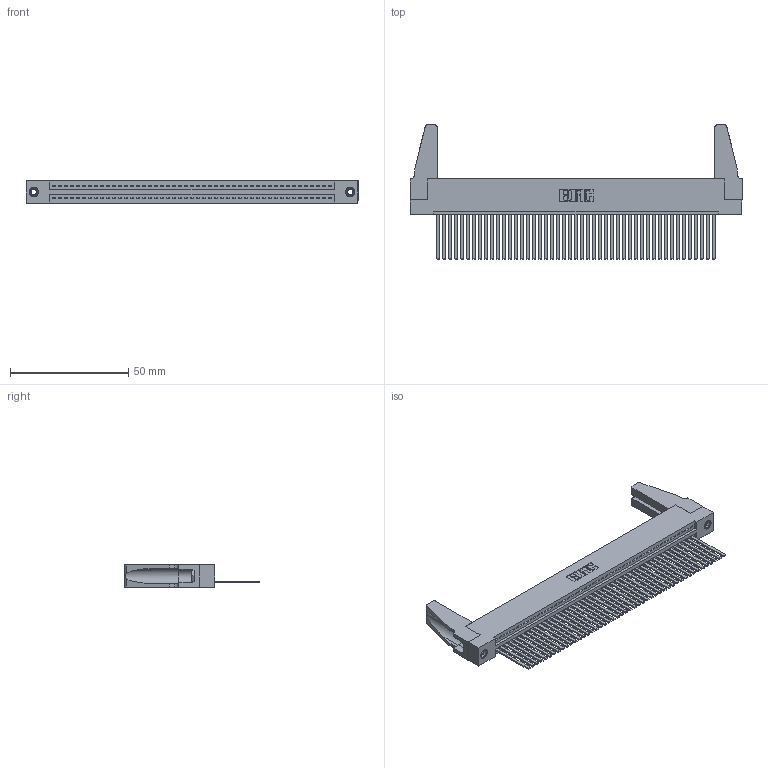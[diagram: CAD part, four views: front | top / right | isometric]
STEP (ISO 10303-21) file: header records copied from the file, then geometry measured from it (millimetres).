
FILE_DESCRIPTION (( 'STEP AP203' ), '1' );
FILE_NAME ('395-047-544-188.STEP', '2019-10-23T00:15:34', ( '' ), ( '' ), 'SwSTEP 2.0', 'SolidWorks 2016', '' );
FILE_SCHEMA (( 'CONFIG_CONTROL_DESIGN' ));
Length unit declared in the file: inch
Products named in the file (5): 395-047-544-188; 345 Part_Flush Mounting Lugs - 0.156 Dia-TH; 345-250-001_345-250-001-102; 345-292-001_345-293-144; 345-220-078_345-220-088
Assembly tree (52 placements, depth 2):
  395-047-544-188
    345 Part_Flush Mounting Lugs - 0.156 Dia-TH
    345-292-001_345-293-144  x47
    345-250-001_345-250-001-102  x2
    345-220-078_345-220-088  x2
Bounding box: 140.61 x 56.82 x 9.4 mm (x, y, z)
Volume: 17193.5 mm3; surface area: 23357.6 mm2
Topology: 52 solids, 52 shells, 2694 faces, 8081 edges, 5314 vertices
Faces by surface type: plane 1844, cylinder 834, cone 12, torus 4
Entity records: 36664 total; most frequent: CARTESIAN_POINT 6339, ORIENTED_EDGE 6280, DIRECTION 5534, EDGE_CURVE 3140, LINE 2782, VECTOR 2782, VERTEX_POINT 2086, AXIS2_PLACEMENT_3D 1376
